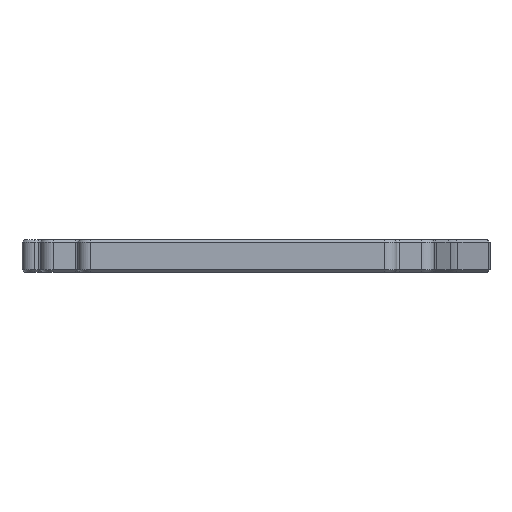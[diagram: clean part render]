
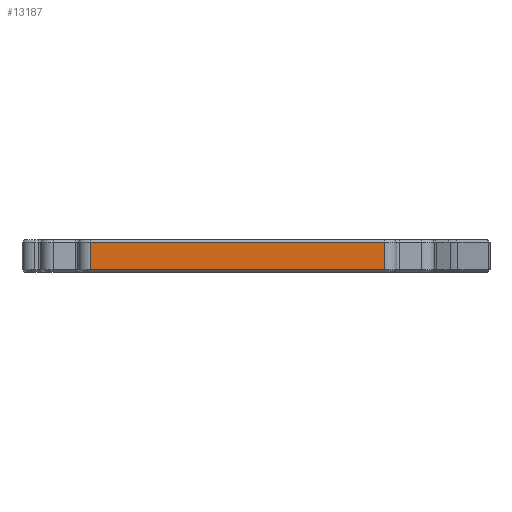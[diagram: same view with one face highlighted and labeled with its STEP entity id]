
A CAD part, left-side view. The second image highlights one B-rep face of the part: STEP entity #13187.
In plain terms, the highlighted planar face has unit normal (-1, 0, 0).
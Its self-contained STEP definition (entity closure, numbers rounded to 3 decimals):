
#6168 = VERTEX_POINT('',#6169);
#6169 = CARTESIAN_POINT('',(-40.7,85.,0.6));
#6193 = VERTEX_POINT('',#6194);
#6194 = CARTESIAN_POINT('',(-40.7,10.,0.6));
#6200 = EDGE_CURVE('',#6193,#6168,#6201,.T.);
#6201 = LINE('',#6202,#6203);
#6202 = CARTESIAN_POINT('',(-40.7,10.,0.6));
#6203 = VECTOR('',#6204,1.);
#6204 = DIRECTION('',(0.,1.,0.));
#13166 = EDGE_CURVE('',#6168,#13167,#13169,.T.);
#13167 = VERTEX_POINT('',#13168);
#13168 = CARTESIAN_POINT('',(-40.7,85.,7.7));
#13169 = LINE('',#13170,#13171);
#13170 = CARTESIAN_POINT('',(-40.7,85.,0.));
#13171 = VECTOR('',#13172,1.);
#13172 = DIRECTION('',(0.,0.,1.));
#13187 = ADVANCED_FACE('',(#13188),#13206,.F.);
#13188 = FACE_BOUND('',#13189,.F.);
#13189 = EDGE_LOOP('',(#13190,#13198,#13199,#13200));
#13190 = ORIENTED_EDGE('',*,*,#13191,.F.);
#13191 = EDGE_CURVE('',#6193,#13192,#13194,.T.);
#13192 = VERTEX_POINT('',#13193);
#13193 = CARTESIAN_POINT('',(-40.7,10.,7.7));
#13194 = LINE('',#13195,#13196);
#13195 = CARTESIAN_POINT('',(-40.7,10.,0.));
#13196 = VECTOR('',#13197,1.);
#13197 = DIRECTION('',(0.,0.,1.));
#13198 = ORIENTED_EDGE('',*,*,#6200,.T.);
#13199 = ORIENTED_EDGE('',*,*,#13166,.T.);
#13200 = ORIENTED_EDGE('',*,*,#13201,.F.);
#13201 = EDGE_CURVE('',#13192,#13167,#13202,.T.);
#13202 = LINE('',#13203,#13204);
#13203 = CARTESIAN_POINT('',(-40.7,10.,7.7));
#13204 = VECTOR('',#13205,1.);
#13205 = DIRECTION('',(0.,1.,0.));
#13206 = PLANE('',#13207);
#13207 = AXIS2_PLACEMENT_3D('',#13208,#13209,#13210);
#13208 = CARTESIAN_POINT('',(-40.7,85.,0.));
#13209 = DIRECTION('',(1.,0.,0.));
#13210 = DIRECTION('',(0.,-1.,0.));
